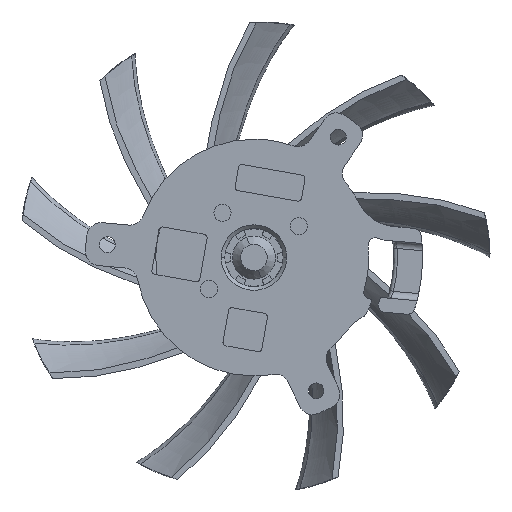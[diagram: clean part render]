
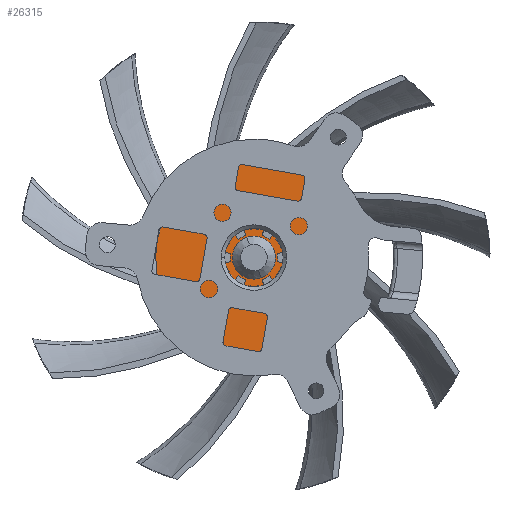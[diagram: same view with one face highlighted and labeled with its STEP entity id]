
A CAD part, front view. The second image highlights one B-rep face of the part: STEP entity #26315.
In plain terms, the highlighted face is planar.
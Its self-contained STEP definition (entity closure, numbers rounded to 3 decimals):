
#11359=CARTESIAN_POINT('',(0.,0.,-0.6));
#11360=DIRECTION('',(0.,0.,-1.));
#11361=DIRECTION('',(0.,-1.,0.));
#11362=AXIS2_PLACEMENT_3D('',#11359,#11360,#11361);
#11364=CARTESIAN_POINT('',(0.,0.,-0.6));
#11365=DIRECTION('',(0.,0.,-1.));
#11366=DIRECTION('',(0.,1.,0.));
#11367=AXIS2_PLACEMENT_3D('',#11364,#11365,#11366);
#11369=CARTESIAN_POINT('',(0.,0.,-0.6));
#11370=DIRECTION('',(0.,0.,1.));
#11371=DIRECTION('',(-1.,0.,0.));
#11372=AXIS2_PLACEMENT_3D('',#11369,#11370,#11371);
#11374=CARTESIAN_POINT('',(0.,0.,-0.6));
#11375=DIRECTION('',(0.,0.,1.));
#11376=DIRECTION('',(1.,0.,0.));
#11377=AXIS2_PLACEMENT_3D('',#11374,#11375,#11376);
#11465=CARTESIAN_POINT('',(0.,-3.,-0.6));
#11466=CARTESIAN_POINT('',(0.,3.,-0.6));
#11467=VERTEX_POINT('',#11465);
#11468=VERTEX_POINT('',#11466);
#11481=CARTESIAN_POINT('',(-13.7,0.,-0.6));
#11482=CARTESIAN_POINT('',(13.7,0.,-0.6));
#11483=VERTEX_POINT('',#11481);
#11484=VERTEX_POINT('',#11482);
#26300=CARTESIAN_POINT('',(0.,0.,-0.6));
#26301=DIRECTION('',(0.,0.,-1.));
#26302=DIRECTION('',(0.,-1.,0.));
#26303=AXIS2_PLACEMENT_3D('',#26300,#26301,#26302);
#26304=PLANE('',#26303);
#26305=ORIENTED_EDGE('',*,*,#26292,.T.);
#26306=ORIENTED_EDGE('',*,*,#26278,.T.);
#26307=EDGE_LOOP('',(#26305,#26306));
#26308=FACE_OUTER_BOUND('',#26307,.F.);
#26310=ORIENTED_EDGE('',*,*,#26309,.T.);
#26312=ORIENTED_EDGE('',*,*,#26311,.T.);
#26313=EDGE_LOOP('',(#26310,#26312));
#26314=FACE_BOUND('',#26313,.F.);
#11363=CIRCLE('',#11362,3.);
#11368=CIRCLE('',#11367,3.);
#11373=CIRCLE('',#11372,13.7);
#11378=CIRCLE('',#11377,13.7);
#26278=EDGE_CURVE('',#11484,#11483,#11378,.T.);
#26292=EDGE_CURVE('',#11483,#11484,#11373,.T.);
#26309=EDGE_CURVE('',#11467,#11468,#11363,.T.);
#26311=EDGE_CURVE('',#11468,#11467,#11368,.T.);
#26315=ADVANCED_FACE('',(#26308,#26314),#26304,.T.);
